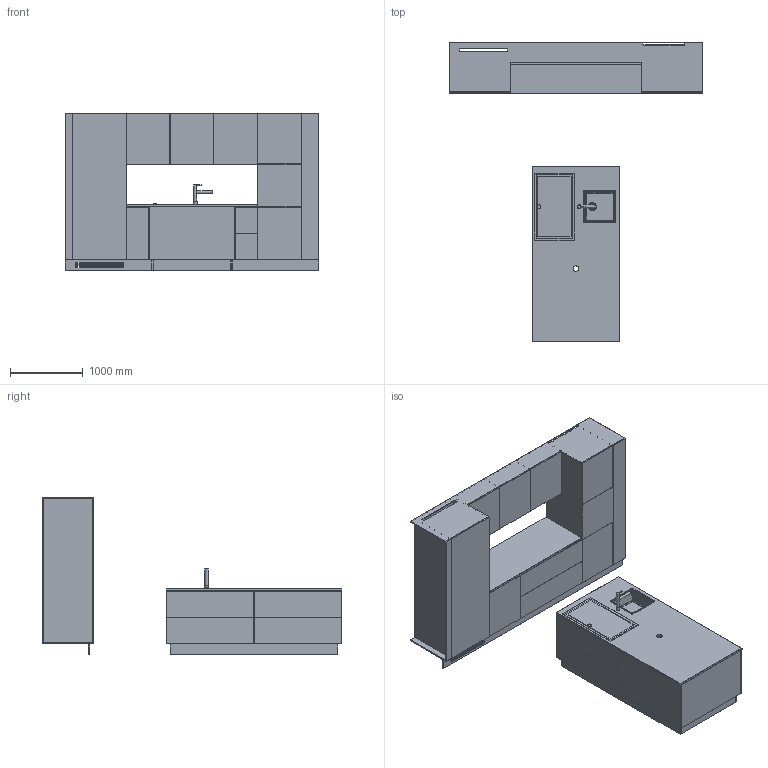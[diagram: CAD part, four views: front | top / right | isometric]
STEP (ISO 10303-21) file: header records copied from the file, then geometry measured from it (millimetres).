
FILE_DESCRIPTION(/* description */ (''),/* implementation_level */ '2;1');
FILE_NAME(/* name */ 'A001_Kitchen.step',/* time_stamp */ '2020-08-04T21:26:38+02:00',/* author */ (''),/* organization */ (''),/* preprocessor_version */ 'ST-DEVELOPER v16.7',/* originating_system */ 'SIEMENS PLM Software NX 1867',/* authorisation */ '');
FILE_SCHEMA (('AUTOMOTIVE_DESIGN { 1 0 10303 214 3 1 1 1 }'));
Length unit declared in the file: millimetre
Products named in the file (112): C063_Fineer_Kant; C062_Fineer_Kant; C061_Fineer; C060_Fineer_Kant; C059_Fineer_Kant; C058_Fineer; C054_Fineer_Kant; C053_Fineer_Kant; C052_Fineer; C051_Fineer_Kant; C050_Fineer_Kant; C049_Fineer; C072_HPL; C071_HPL_Kant; C070_HPL; C068_HPL_Kant; C067_HPL_Kant; C066_HPL; C064_Fineer; C065_Fineer_Kant; C057_Fineer_Kant; C056_Fineer_Kant; C055_Fineer; C047_HPL_Kant; C046_HPL_Kant; C045_HPL; C044_HPL_Kant; C043_HPL_Kant; C042_HPL; C041_HPL; C040_HPL_Kant; C039_HPL; C038_HPL_Kant; C037_HPL; C036_HPL; C035_HPL_Kant; C034_HPL; C030_Fineer_Kant; C029_Fineer_Kant; C028_Fineer ...
Assembly tree (213 placements, depth 4):
  A001_Kitchen
    A002_Wall_Components
      A004_Wall_Bottom_Plate
        C001_HPL
        C002_HPL_Kant  x2
        C003_HPL_Kant  x2
      A006_Wall_Top_plate_MODEL
        C004_HPL
        C005_HPL_Kant
        C006_HPL_Kant
        C007_HPL_Kant  x2
        C008_HPL_Kant  x2
        C009_HPL_Kant  x2
      A007_Pilar_Inside_Side  x2
        C010_HPL
        C011_HPL_Kant
      A009_Pilar_Back
        C069_HPL
      A008_Pilar_Outside_Side  x2
        C012_Fineer
        C013_Fineer_Kant
      A011_Pilar_Front
        C017_Fineer
        C018_Fineer_kant  x2
        C019_Fineer_kant  x2
      A016_Pilar_Front
        C032_Fineer
        C033_Fineer_Kant  x2
        C018_Fineer_kant  x2
      Neff-B48FT78H0
      A012_Pilar_Front
        C020_Fineer
        C021_Fineer_Kant  x2
        C018_Fineer_kant  x2
      A013_Wall_Top_Front_MODEL  x3
        C022_Fineer
        C023_Fineer_Kant
        C024_Fineer_kant
      C025_Counter
      A014_Wall_Bottom_Front_MODEL
        C026_Fineer
        C023_Fineer_Kant  x2
        C027_Fineer_Kant  x2
      A014_Wall_Bottom_Front
        C026_Fineer
        C023_Fineer_Kant  x2
        C027_Fineer_Kant  x2
      A015_Wall_Front_Drawer_MODEL
        C028_Fineer
        C029_Fineer_Kant  x2
        C030_Fineer_Kant  x2
      A015_Wall_Front_Drawer
        C028_Fineer
        C029_Fineer_Kant  x2
        C030_Fineer_Kant  x2
      B70_400
      A017_Wall_inside_dishwasher_plate_MODEL
        C034_HPL
        C035_HPL_Kant
      A019_Wall_back_plate_MODEL
Bounding box: 3482 x 4100.6 x 2150 mm (x, y, z)
Volume: 1527656075.6 mm3; surface area: 92072749.4 mm2
Topology: 243 solids, 243 shells, 1667 faces, 3444 edges, 2271 vertices
Faces by surface type: plane 1560, cylinder 79, torus 12, cone 8, bspline 8
Full cylindrical faces by diameter (mm): 8 x3, 10 x1, 12 x3, 25 x1, 34 x2, 35 x1, 45 x1, 46 x1, 50 x1, 52 x2, 75 x1, 88 x1, 102 x1
Entity records: 27511 total; most frequent: CARTESIAN_POINT 9370, DIRECTION 3295, ORIENTED_EDGE 2826, EDGE_CURVE 1413, LINE 1231, VECTOR 1231, AXIS2_PLACEMENT_3D 1032, VERTEX_POINT 937
